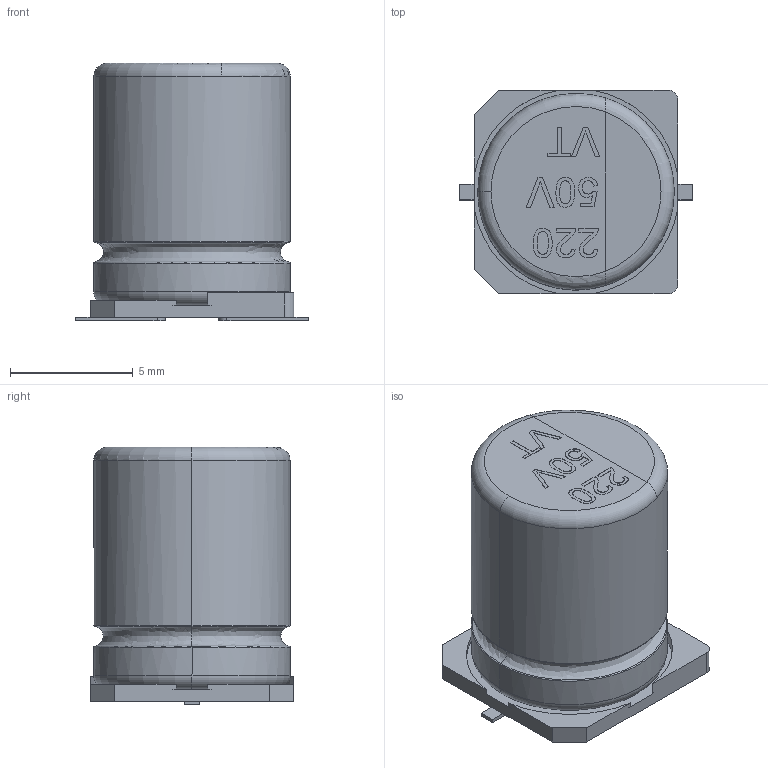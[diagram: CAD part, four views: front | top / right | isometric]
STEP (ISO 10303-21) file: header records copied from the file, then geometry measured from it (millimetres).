
FILE_DESCRIPTION (( 'STEP AP214' ), '1' );
FILE_NAME ('220uF 50V.STEP', '2022-12-16T11:37:16', ( '' ), ( '' ), 'SwSTEP 2.0', 'SolidWorks 2020', '' );
FILE_SCHEMA (( 'AUTOMOTIVE_DESIGN' ));
Length unit declared in the file: millimetre
Products named in the file (1): 220uF 50V
Bounding box: 9.5 x 8.3 x 10.51 mm (x, y, z)
Volume: 525.3 mm3; surface area: 442.3 mm2
Topology: 1 solids, 1 shells, 145 faces, 379 edges, 247 vertices
Faces by surface type: plane 71, bspline 57, cylinder 12, torus 5
Entity records: 7757 total; most frequent: CARTESIAN_POINT 4239, ORIENTED_EDGE 758, DIRECTION 469, EDGE_CURVE 379, VERTEX_POINT 247, VECTOR 231, LINE 231, EDGE_LOOP 156
